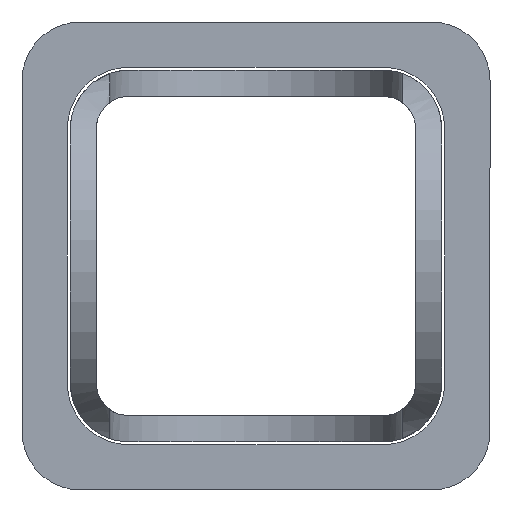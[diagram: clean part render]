
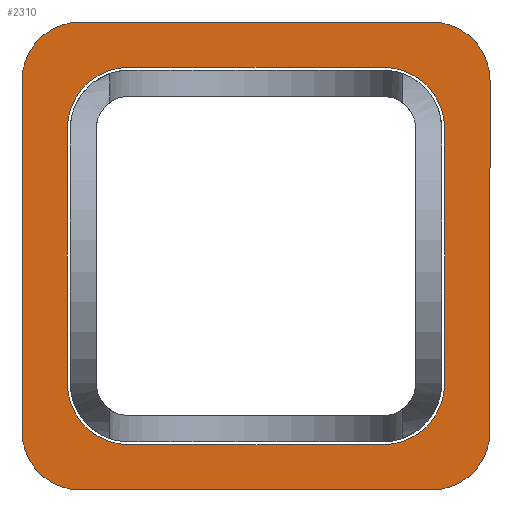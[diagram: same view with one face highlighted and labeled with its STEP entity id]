
A CAD part, front view. The second image highlights one B-rep face of the part: STEP entity #2310.
In plain terms, the highlighted planar face has unit normal (0, -1, 0).
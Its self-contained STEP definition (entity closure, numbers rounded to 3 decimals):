
#68 = CARTESIAN_POINT ( 'NONE',  ( -6., 217.23, 6. ) ) ;
#79 = VERTEX_POINT ( 'NONE', #516 ) ;
#87 = EDGE_CURVE ( 'NONE', #2551, #1289, #2420, .T. ) ;
#94 = CARTESIAN_POINT ( 'NONE',  ( -4.35, 217.23, 6.45 ) ) ;
#130 = EDGE_CURVE ( 'NONE', #2633, #1249, #755, .T. ) ;
#131 = VERTEX_POINT ( 'NONE', #2245 ) ;
#154 = CIRCLE ( 'NONE', #566, 2. ) ;
#163 = ORIENTED_EDGE ( 'NONE', *, *, #1903, .T. ) ;
#165 = CARTESIAN_POINT ( 'NONE',  ( -8., 217.23, -6. ) ) ;
#190 = CIRCLE ( 'NONE', #760, 2.1 ) ;
#201 = ORIENTED_EDGE ( 'NONE', *, *, #1468, .T. ) ;
#216 = DIRECTION ( 'NONE',  ( 0., 1., 0. ) ) ;
#228 = CARTESIAN_POINT ( 'NONE',  ( -4.35, 217.23, 6.45 ) ) ;
#256 = DIRECTION ( 'NONE',  ( 0., 0., 1. ) ) ;
#263 = CARTESIAN_POINT ( 'NONE',  ( 4.35, 217.23, -6.45 ) ) ;
#282 = VERTEX_POINT ( 'NONE', #165 ) ;
#283 = DIRECTION ( 'NONE',  ( 0., 0., -1. ) ) ;
#330 = VECTOR ( 'NONE', #256, 1000. ) ;
#379 = CARTESIAN_POINT ( 'NONE',  ( -4.35, 217.23, 4.35 ) ) ;
#449 = CARTESIAN_POINT ( 'NONE',  ( 4.35, 217.23, 4.35 ) ) ;
#512 = DIRECTION ( 'NONE',  ( 1., 0., 0. ) ) ;
#516 = CARTESIAN_POINT ( 'NONE',  ( 8., 217.23, 6. ) ) ;
#518 = EDGE_CURVE ( 'NONE', #282, #543, #2182, .T. ) ;
#526 = AXIS2_PLACEMENT_3D ( 'NONE', #2235, #1054, #1033 ) ;
#543 = VERTEX_POINT ( 'NONE', #1089 ) ;
#553 = LINE ( 'NONE', #666, #1111 ) ;
#559 = EDGE_CURVE ( 'NONE', #1114, #131, #1303, .T. ) ;
#561 = VERTEX_POINT ( 'NONE', #2487 ) ;
#566 = AXIS2_PLACEMENT_3D ( 'NONE', #68, #1512, #283 ) ;
#581 = DIRECTION ( 'NONE',  ( 0., 0., 1. ) ) ;
#626 = EDGE_CURVE ( 'NONE', #1249, #1386, #553, .T. ) ;
#639 = CARTESIAN_POINT ( 'NONE',  ( 6., 217.23, -6. ) ) ;
#655 = ORIENTED_EDGE ( 'NONE', *, *, #626, .T. ) ;
#658 = AXIS2_PLACEMENT_3D ( 'NONE', #968, #2364, #1166 ) ;
#659 = DIRECTION ( 'NONE',  ( 0., 0., 1. ) ) ;
#663 = EDGE_CURVE ( 'NONE', #131, #2633, #2589, .T. ) ;
#666 = CARTESIAN_POINT ( 'NONE',  ( -6.45, 217.23, -4.35 ) ) ;
#673 = VECTOR ( 'NONE', #2323, 1000. ) ;
#675 = DIRECTION ( 'NONE',  ( -1., 0., 0. ) ) ;
#677 = CARTESIAN_POINT ( 'NONE',  ( 6.45, 217.23, 4.35 ) ) ;
#691 = ORIENTED_EDGE ( 'NONE', *, *, #518, .F. ) ;
#714 = FACE_BOUND ( 'NONE', #2188, .T. ) ;
#741 = CARTESIAN_POINT ( 'NONE',  ( -4.35, 217.23, -6.45 ) ) ;
#755 = CIRCLE ( 'NONE', #526, 2.1 ) ;
#758 = ORIENTED_EDGE ( 'NONE', *, *, #1164, .F. ) ;
#760 = AXIS2_PLACEMENT_3D ( 'NONE', #449, #1872, #659 ) ;
#773 = DIRECTION ( 'NONE',  ( 0., 1., 0. ) ) ;
#785 = ORIENTED_EDGE ( 'NONE', *, *, #2448, .F. ) ;
#807 = AXIS2_PLACEMENT_3D ( 'NONE', #1979, #773, #2171 ) ;
#811 = VECTOR ( 'NONE', #850, 1000. ) ;
#824 = DIRECTION ( 'NONE',  ( 0., 1., 0. ) ) ;
#850 = DIRECTION ( 'NONE',  ( -1., 0., 0. ) ) ;
#854 = PLANE ( 'NONE',  #883 ) ;
#878 = CARTESIAN_POINT ( 'NONE',  ( 4.35, 217.23, 6.45 ) ) ;
#883 = AXIS2_PLACEMENT_3D ( 'NONE', #639, #1058, #2470 ) ;
#933 = CARTESIAN_POINT ( 'NONE',  ( 8., 217.23, 6. ) ) ;
#951 = CIRCLE ( 'NONE', #1258, 2.1 ) ;
#968 = CARTESIAN_POINT ( 'NONE',  ( 6., 217.23, -6. ) ) ;
#974 = VECTOR ( 'NONE', #1657, 1000. ) ;
#978 = AXIS2_PLACEMENT_3D ( 'NONE', #1441, #216, #1646 ) ;
#1033 = DIRECTION ( 'NONE',  ( 0., 0., 1. ) ) ;
#1038 = VECTOR ( 'NONE', #675, 1000. ) ;
#1054 = DIRECTION ( 'NONE',  ( 0., 1., 0. ) ) ;
#1058 = DIRECTION ( 'NONE',  ( 0., 1., 0. ) ) ;
#1072 = EDGE_CURVE ( 'NONE', #2580, #1529, #1520, .T. ) ;
#1075 = DIRECTION ( 'NONE',  ( 0., 0., 1. ) ) ;
#1089 = CARTESIAN_POINT ( 'NONE',  ( -8., 217.23, 6. ) ) ;
#1111 = VECTOR ( 'NONE', #1075, 1000. ) ;
#1114 = VERTEX_POINT ( 'NONE', #2481 ) ;
#1118 = ORIENTED_EDGE ( 'NONE', *, *, #1844, .F. ) ;
#1128 = CARTESIAN_POINT ( 'NONE',  ( 8., 217.23, -6. ) ) ;
#1164 = EDGE_CURVE ( 'NONE', #1893, #282, #1193, .T. ) ;
#1166 = DIRECTION ( 'NONE',  ( 0., 0., 1. ) ) ;
#1178 = VERTEX_POINT ( 'NONE', #1185 ) ;
#1185 = CARTESIAN_POINT ( 'NONE',  ( 6., 217.23, 8. ) ) ;
#1193 = CIRCLE ( 'NONE', #807, 2. ) ;
#1205 = AXIS2_PLACEMENT_3D ( 'NONE', #2019, #824, #2212 ) ;
#1241 = EDGE_LOOP ( 'NONE', ( #1792, #785, #2384, #1118, #1706, #691, #758, #2361 ) ) ;
#1249 = VERTEX_POINT ( 'NONE', #1989 ) ;
#1258 = AXIS2_PLACEMENT_3D ( 'NONE', #379, #1801, #581 ) ;
#1289 = VERTEX_POINT ( 'NONE', #2628 ) ;
#1303 = CIRCLE ( 'NONE', #978, 2.1 ) ;
#1325 = CIRCLE ( 'NONE', #1205, 2. ) ;
#1386 = VERTEX_POINT ( 'NONE', #1839 ) ;
#1430 = EDGE_CURVE ( 'NONE', #1289, #1893, #2353, .T. ) ;
#1441 = CARTESIAN_POINT ( 'NONE',  ( 4.35, 217.23, -4.35 ) ) ;
#1468 = EDGE_CURVE ( 'NONE', #1529, #561, #190, .T. ) ;
#1483 = CARTESIAN_POINT ( 'NONE',  ( -8., 217.23, 6. ) ) ;
#1512 = DIRECTION ( 'NONE',  ( 0., 1., 0. ) ) ;
#1520 = LINE ( 'NONE', #228, #974 ) ;
#1529 = VERTEX_POINT ( 'NONE', #878 ) ;
#1542 = CARTESIAN_POINT ( 'NONE',  ( 6., 217.23, 8. ) ) ;
#1595 = LINE ( 'NONE', #1542, #2176 ) ;
#1604 = ORIENTED_EDGE ( 'NONE', *, *, #663, .T. ) ;
#1646 = DIRECTION ( 'NONE',  ( 0., 0., 1. ) ) ;
#1657 = DIRECTION ( 'NONE',  ( 1., 0., 0. ) ) ;
#1672 = ORIENTED_EDGE ( 'NONE', *, *, #130, .T. ) ;
#1706 = ORIENTED_EDGE ( 'NONE', *, *, #1784, .F. ) ;
#1756 = LINE ( 'NONE', #933, #673 ) ;
#1767 = ORIENTED_EDGE ( 'NONE', *, *, #1072, .T. ) ;
#1779 = FACE_OUTER_BOUND ( 'NONE', #1241, .T. ) ;
#1784 = EDGE_CURVE ( 'NONE', #543, #2154, #154, .T. ) ;
#1792 = ORIENTED_EDGE ( 'NONE', *, *, #87, .F. ) ;
#1801 = DIRECTION ( 'NONE',  ( 0., 1., 0. ) ) ;
#1817 = ORIENTED_EDGE ( 'NONE', *, *, #2369, .T. ) ;
#1839 = CARTESIAN_POINT ( 'NONE',  ( -6.45, 217.23, 4.35 ) ) ;
#1844 = EDGE_CURVE ( 'NONE', #2154, #1178, #1595, .T. ) ;
#1872 = DIRECTION ( 'NONE',  ( 0., 1., 0. ) ) ;
#1881 = LINE ( 'NONE', #677, #2403 ) ;
#1891 = DIRECTION ( 'NONE',  ( 0., 0., -1. ) ) ;
#1893 = VERTEX_POINT ( 'NONE', #2346 ) ;
#1903 = EDGE_CURVE ( 'NONE', #1386, #2580, #951, .T. ) ;
#1920 = CARTESIAN_POINT ( 'NONE',  ( -6., 217.23, 8. ) ) ;
#1979 = CARTESIAN_POINT ( 'NONE',  ( -6., 217.23, -6. ) ) ;
#1989 = CARTESIAN_POINT ( 'NONE',  ( -6.45, 217.23, -4.35 ) ) ;
#2019 = CARTESIAN_POINT ( 'NONE',  ( 6., 217.23, 6. ) ) ;
#2073 = ORIENTED_EDGE ( 'NONE', *, *, #559, .T. ) ;
#2154 = VERTEX_POINT ( 'NONE', #1920 ) ;
#2171 = DIRECTION ( 'NONE',  ( 0., 0., 1. ) ) ;
#2176 = VECTOR ( 'NONE', #512, 1000. ) ;
#2182 = LINE ( 'NONE', #1483, #330 ) ;
#2188 = EDGE_LOOP ( 'NONE', ( #1767, #201, #1817, #2073, #1604, #1672, #655, #163 ) ) ;
#2211 = EDGE_CURVE ( 'NONE', #1178, #79, #1325, .T. ) ;
#2212 = DIRECTION ( 'NONE',  ( 0., 0., 1. ) ) ;
#2235 = CARTESIAN_POINT ( 'NONE',  ( -4.35, 217.23, -4.35 ) ) ;
#2245 = CARTESIAN_POINT ( 'NONE',  ( 4.35, 217.23, -6.45 ) ) ;
#2310 = ADVANCED_FACE ( 'NONE', ( #714, #1779 ), #854, .F. ) ;
#2323 = DIRECTION ( 'NONE',  ( 0., 0., -1. ) ) ;
#2346 = CARTESIAN_POINT ( 'NONE',  ( -6., 217.23, -8. ) ) ;
#2353 = LINE ( 'NONE', #2465, #811 ) ;
#2361 = ORIENTED_EDGE ( 'NONE', *, *, #1430, .F. ) ;
#2364 = DIRECTION ( 'NONE',  ( 0., 1., 0. ) ) ;
#2369 = EDGE_CURVE ( 'NONE', #561, #1114, #1881, .T. ) ;
#2384 = ORIENTED_EDGE ( 'NONE', *, *, #2211, .F. ) ;
#2403 = VECTOR ( 'NONE', #1891, 1000. ) ;
#2420 = CIRCLE ( 'NONE', #658, 2. ) ;
#2448 = EDGE_CURVE ( 'NONE', #79, #2551, #1756, .T. ) ;
#2465 = CARTESIAN_POINT ( 'NONE',  ( 6., 217.23, -8. ) ) ;
#2470 = DIRECTION ( 'NONE',  ( 0., 0., 1. ) ) ;
#2481 = CARTESIAN_POINT ( 'NONE',  ( 6.45, 217.23, -4.35 ) ) ;
#2487 = CARTESIAN_POINT ( 'NONE',  ( 6.45, 217.23, 4.35 ) ) ;
#2551 = VERTEX_POINT ( 'NONE', #1128 ) ;
#2580 = VERTEX_POINT ( 'NONE', #94 ) ;
#2589 = LINE ( 'NONE', #263, #1038 ) ;
#2628 = CARTESIAN_POINT ( 'NONE',  ( 6., 217.23, -8. ) ) ;
#2633 = VERTEX_POINT ( 'NONE', #741 ) ;
